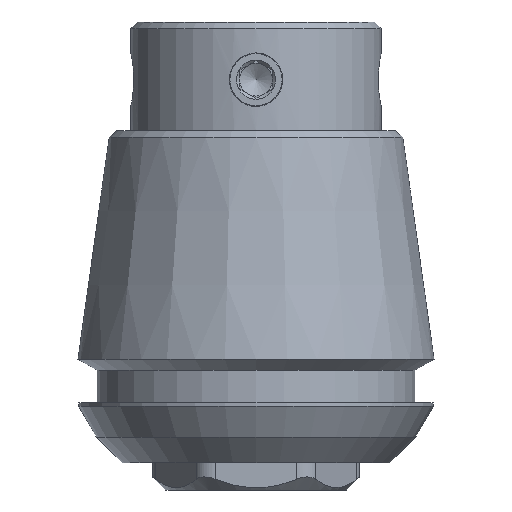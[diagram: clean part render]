
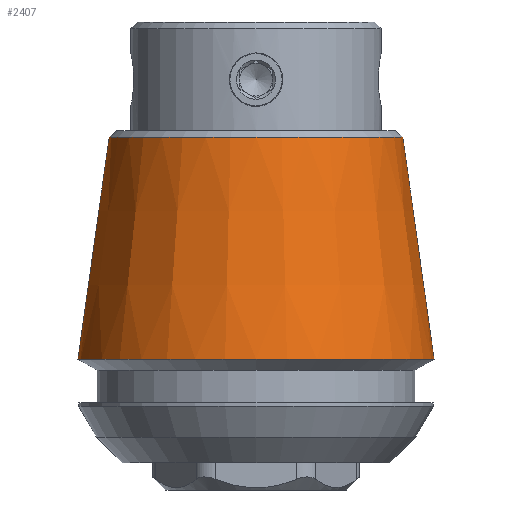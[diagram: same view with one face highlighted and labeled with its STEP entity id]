
A CAD part, front view. The second image highlights one B-rep face of the part: STEP entity #2407.
In plain terms, the highlighted conical face has half-angle 8 degrees and reference radius 16.357 mm.
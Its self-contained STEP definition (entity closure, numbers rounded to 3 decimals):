
#26=CONICAL_SURFACE('',#2558,16.357,0.14);
#463=ORIENTED_EDGE('',*,*,#867,.T.);
#464=ORIENTED_EDGE('',*,*,#866,.T.);
#866=EDGE_CURVE('',#1063,#1063,#1186,.T.);
#867=EDGE_CURVE('',#1064,#1064,#1187,.F.);
#1063=VERTEX_POINT('',#3497);
#1064=VERTEX_POINT('',#3500);
#1186=CIRCLE('',#2557,16.357);
#1187=CIRCLE('',#2559,13.492);
#1282=EDGE_LOOP('',(#463));
#1283=EDGE_LOOP('',(#464));
#1442=FACE_BOUND('',#1282,.T.);
#1443=FACE_BOUND('',#1283,.T.);
#2407=ADVANCED_FACE('',(#1442,#1443),#26,.T.);
#2557=AXIS2_PLACEMENT_3D('',#3496,#2827,#2828);
#2558=AXIS2_PLACEMENT_3D('',#3498,#2829,#2830);
#2559=AXIS2_PLACEMENT_3D('',#3499,#2831,#2832);
#2827=DIRECTION('',(0.,0.,1.));
#2828=DIRECTION('',(1.,0.,0.));
#2829=DIRECTION('',(0.,0.,-1.));
#2830=DIRECTION('',(-1.,0.,0.));
#2831=DIRECTION('',(0.,0.,1.));
#2832=DIRECTION('',(1.,0.,0.));
#3496=CARTESIAN_POINT('',(0.,0.,9.515));
#3497=CARTESIAN_POINT('',(16.357,0.,9.515));
#3498=CARTESIAN_POINT('',(0.,0.,9.515));
#3499=CARTESIAN_POINT('',(0.,0.,29.906));
#3500=CARTESIAN_POINT('',(13.492,0.,29.906));
